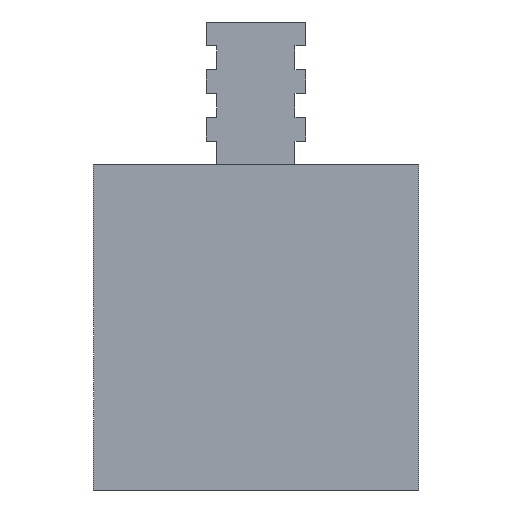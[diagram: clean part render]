
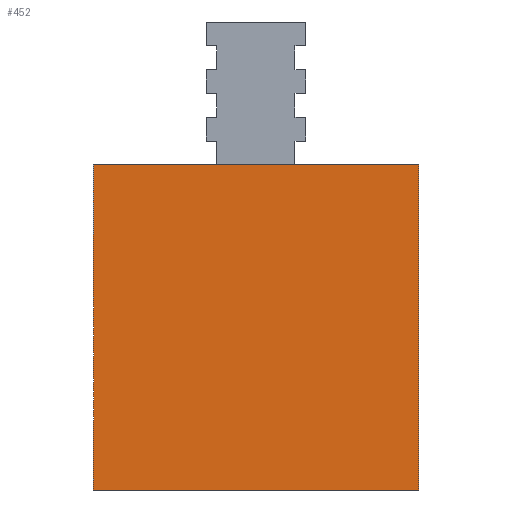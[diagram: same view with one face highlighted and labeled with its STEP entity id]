
A CAD part, left-side view. The second image highlights one B-rep face of the part: STEP entity #452.
In plain terms, the highlighted planar face has unit normal (-1, 0, 0).
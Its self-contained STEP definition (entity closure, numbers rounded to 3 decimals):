
#304=VERTEX_POINT('',#802);
#326=EDGE_CURVE('',#390,#362,#824,.T.);
#356=EDGE_CURVE('',#390,#304,#858,.T.);
#362=VERTEX_POINT('',#865);
#382=EDGE_CURVE('',#304,#612,#887,.T.);
#390=VERTEX_POINT('',#896);
#452=ADVANCED_FACE('',(#964),#965,.T.);
#506=EDGE_CURVE('',#362,#612,#1023,.T.);
#612=VERTEX_POINT('',#1141);
#802=CARTESIAN_POINT('',(-14.0,15.0,0.));
#824=LINE('',#1379,#1380);
#858=LINE('',#1424,#1425);
#865=CARTESIAN_POINT('',(-14.0,-15.0,30.0));
#887=LINE('',#1465,#1466);
#896=CARTESIAN_POINT('',(-14.0,15.0,30.0));
#964=FACE_OUTER_BOUND('',#1574,.T.);
#965=PLANE('',#1575);
#1023=LINE('',#1663,#1664);
#1141=CARTESIAN_POINT('',(-14.0,-15.0,0.));
#1379=CARTESIAN_POINT('',(-14.0,15.0,30.0));
#1380=VECTOR('',#2070,1.0);
#1424=CARTESIAN_POINT('',(-14.0,15.0,30.0));
#1425=VECTOR('',#2115,1.0);
#1465=CARTESIAN_POINT('',(-14.0,15.0,0.));
#1466=VECTOR('',#2148,1.0);
#1574=EDGE_LOOP('',(#2257,#2258,#2259,#2260));
#1575=AXIS2_PLACEMENT_3D('',#2261,#2262,#2263);
#1663=CARTESIAN_POINT('',(-14.0,-15.0,30.0));
#1664=VECTOR('',#2341,1.0);
#2070=DIRECTION('',(0.0,-1.0,0.0));
#2115=DIRECTION('',(0.0,0.0,-1.0));
#2148=DIRECTION('',(0.0,-1.0,0.0));
#2257=ORIENTED_EDGE('',*,*,#382,.T.);
#2258=ORIENTED_EDGE('',*,*,#506,.F.);
#2259=ORIENTED_EDGE('',*,*,#326,.F.);
#2260=ORIENTED_EDGE('',*,*,#356,.T.);
#2261=CARTESIAN_POINT('',(-14.0,15.0,30.0));
#2262=DIRECTION('',(-1.0,0.0,0.0));
#2263=DIRECTION('',(0.0,0.0,1.0));
#2341=DIRECTION('',(0.0,0.0,-1.0));
